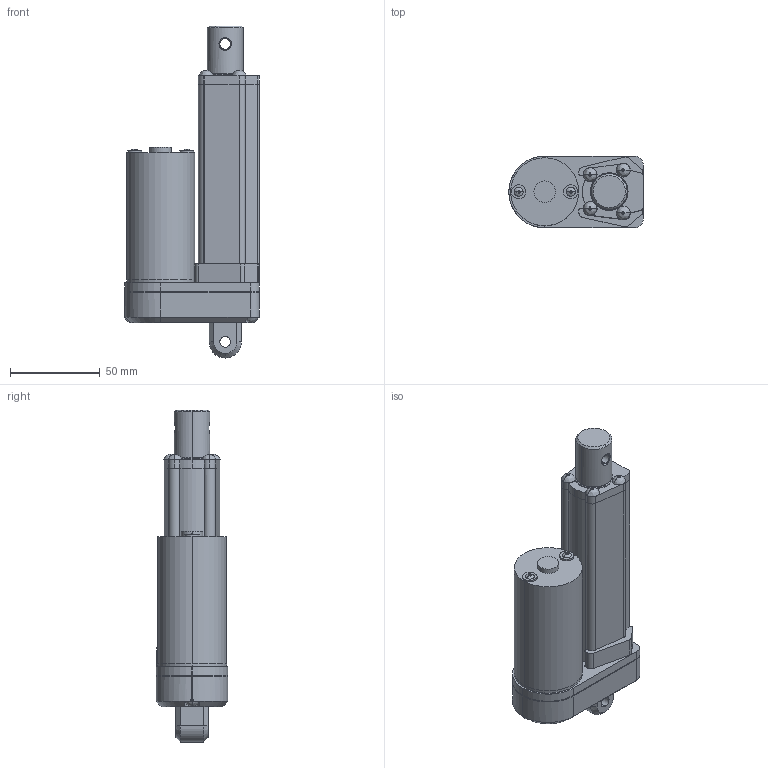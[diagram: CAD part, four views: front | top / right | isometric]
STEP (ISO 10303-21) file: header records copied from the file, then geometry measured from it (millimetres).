
FILE_DESCRIPTION (( 'STEP AP203' ), '1' );
FILE_NAME ('FA-35-12-2-P.STEP', '2017-01-26T19:22:37', ( '' ), ( '' ), 'SwSTEP 2.0', 'SolidWorks 2016', '' );
FILE_SCHEMA (( 'CONFIG_CONTROL_DESIGN' ));
Length unit declared in the file: inch
Products named in the file (1): FA-35-12-2-P
Bounding box: 75.05 x 40 x 185.3 mm (x, y, z)
Volume: 263926.9 mm3; surface area: 36594.1 mm2
Topology: 1 solids, 1 shells, 314 faces, 823 edges, 518 vertices
Faces by surface type: plane 173, cylinder 83, cone 32, bspline 26
Entity records: 12782 total; most frequent: CARTESIAN_POINT 5199, ORIENTED_EDGE 1642, DIRECTION 1515, EDGE_CURVE 821, AXIS2_PLACEMENT_3D 586, VERTEX_POINT 518, LINE 343, VECTOR 343
